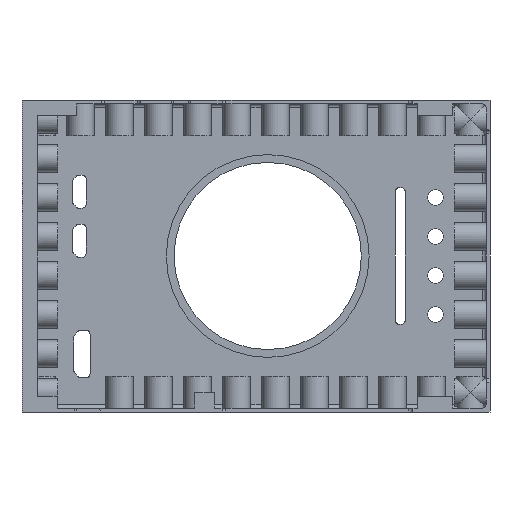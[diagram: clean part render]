
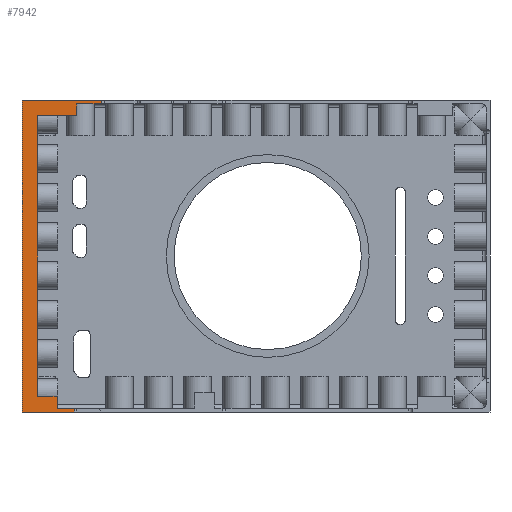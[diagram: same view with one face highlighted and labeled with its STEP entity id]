
A CAD part, front view. The second image highlights one B-rep face of the part: STEP entity #7942.
In plain terms, the highlighted planar face has unit normal (0, -1, 0).
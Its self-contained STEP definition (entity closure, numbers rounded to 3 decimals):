
#1070=FACE_OUTER_BOUND('',#1466,.T.);
#1466=EDGE_LOOP('',(#5162,#5163,#5164,#5165,#5166,#5167,#5168,#5169,#5170,
#5171,#5172,#5173));
#2009=LINE('',#11894,#2512);
#2013=LINE('',#11908,#2516);
#2043=LINE('',#11980,#2546);
#2079=LINE('',#12135,#2582);
#2085=LINE('',#12179,#2588);
#2086=LINE('',#12181,#2589);
#2087=LINE('',#12183,#2590);
#2088=LINE('',#12185,#2591);
#2089=LINE('',#12187,#2592);
#2090=LINE('',#12189,#2593);
#2091=LINE('',#12191,#2594);
#2092=LINE('',#12192,#2595);
#2512=VECTOR('',#9361,10.);
#2516=VECTOR('',#9373,10.);
#2546=VECTOR('',#9431,10.);
#2582=VECTOR('',#9553,18.3);
#2588=VECTOR('',#9573,1.);
#2589=VECTOR('',#9574,20.3);
#2590=VECTOR('',#9575,80.);
#2591=VECTOR('',#9576,13.426);
#2592=VECTOR('',#9577,1.);
#2593=VECTOR('',#9578,11.426);
#2594=VECTOR('',#9579,10.);
#2595=VECTOR('',#9580,10.);
#3015=VERTEX_POINT('',#11891);
#3016=VERTEX_POINT('',#11893);
#3022=VERTEX_POINT('',#11907);
#3050=VERTEX_POINT('',#11979);
#3116=VERTEX_POINT('',#12133);
#3125=VERTEX_POINT('',#12178);
#3126=VERTEX_POINT('',#12180);
#3127=VERTEX_POINT('',#12182);
#3128=VERTEX_POINT('',#12184);
#3129=VERTEX_POINT('',#12186);
#3130=VERTEX_POINT('',#12188);
#3131=VERTEX_POINT('',#12190);
#3826=EDGE_CURVE('',#3016,#3015,#2009,.T.);
#3833=EDGE_CURVE('',#3016,#3022,#2013,.T.);
#3869=EDGE_CURVE('',#3015,#3050,#2043,.T.);
#3944=EDGE_CURVE('',#3050,#3116,#2079,.T.);
#3957=EDGE_CURVE('',#3125,#3116,#2085,.T.);
#3958=EDGE_CURVE('',#3126,#3125,#2086,.T.);
#3959=EDGE_CURVE('',#3127,#3126,#2087,.T.);
#3960=EDGE_CURVE('',#3128,#3127,#2088,.T.);
#3961=EDGE_CURVE('',#3129,#3128,#2089,.T.);
#3962=EDGE_CURVE('',#3129,#3130,#2090,.T.);
#3963=EDGE_CURVE('',#3131,#3130,#2091,.T.);
#3964=EDGE_CURVE('',#3022,#3131,#2092,.T.);
#5162=ORIENTED_EDGE('',*,*,#3833,.F.);
#5163=ORIENTED_EDGE('',*,*,#3826,.T.);
#5164=ORIENTED_EDGE('',*,*,#3869,.T.);
#5165=ORIENTED_EDGE('',*,*,#3944,.T.);
#5166=ORIENTED_EDGE('',*,*,#3957,.F.);
#5167=ORIENTED_EDGE('',*,*,#3958,.F.);
#5168=ORIENTED_EDGE('',*,*,#3959,.F.);
#5169=ORIENTED_EDGE('',*,*,#3960,.F.);
#5170=ORIENTED_EDGE('',*,*,#3961,.F.);
#5171=ORIENTED_EDGE('',*,*,#3962,.T.);
#5172=ORIENTED_EDGE('',*,*,#3963,.F.);
#5173=ORIENTED_EDGE('',*,*,#3964,.F.);
#7353=PLANE('',#8409);
#7942=ADVANCED_FACE('',(#1070),#7353,.F.);
#8409=AXIS2_PLACEMENT_3D('',#12177,#9571,#9572);
#9361=DIRECTION('',(1.,0.,0.));
#9373=DIRECTION('',(0.,0.,-1.));
#9431=DIRECTION('',(0.,0.,1.));
#9553=DIRECTION('',(1.,0.,0.));
#9571=DIRECTION('center_axis',(0.,1.,0.));
#9572=DIRECTION('ref_axis',(0.,0.,1.));
#9573=DIRECTION('',(0.,0.,-1.));
#9574=DIRECTION('',(1.,0.,0.));
#9575=DIRECTION('',(0.,0.,1.));
#9576=DIRECTION('',(-1.,0.,0.));
#9577=DIRECTION('',(0.,0.,-1.));
#9578=DIRECTION('',(-1.,0.,0.));
#9579=DIRECTION('',(0.,0.,-1.));
#9580=DIRECTION('',(1.,0.,0.));
#11891=CARTESIAN_POINT('',(-46.,20.,36.));
#11893=CARTESIAN_POINT('',(-56.,20.,36.));
#11894=CARTESIAN_POINT('',(-56.,20.,36.));
#11907=CARTESIAN_POINT('',(-56.,20.,-36.));
#11908=CARTESIAN_POINT('',(-56.,20.,39.));
#11979=CARTESIAN_POINT('',(-46.,20.,39.));
#11980=CARTESIAN_POINT('',(-46.,20.,36.));
#12133=CARTESIAN_POINT('',(-39.7,20.,39.));
#12135=CARTESIAN_POINT('',(-58.,20.,39.));
#12177=CARTESIAN_POINT('Origin',(0.,20.,0.));
#12178=CARTESIAN_POINT('',(-39.7,20.,40.));
#12179=CARTESIAN_POINT('',(-39.7,20.,40.));
#12180=CARTESIAN_POINT('',(-60.,20.,40.));
#12181=CARTESIAN_POINT('',(-60.,20.,40.));
#12182=CARTESIAN_POINT('',(-60.,20.,-40.));
#12183=CARTESIAN_POINT('',(-60.,20.,-40.));
#12184=CARTESIAN_POINT('',(-46.574,20.,-40.));
#12185=CARTESIAN_POINT('',(-46.574,20.,-40.));
#12186=CARTESIAN_POINT('',(-46.574,20.,-39.));
#12187=CARTESIAN_POINT('',(-46.574,20.,-39.));
#12188=CARTESIAN_POINT('',(-51.,20.,-39.));
#12189=CARTESIAN_POINT('',(-46.574,20.,-39.));
#12190=CARTESIAN_POINT('',(-51.,20.,-36.));
#12191=CARTESIAN_POINT('',(-51.,20.,-36.));
#12192=CARTESIAN_POINT('',(-56.,20.,-36.));
